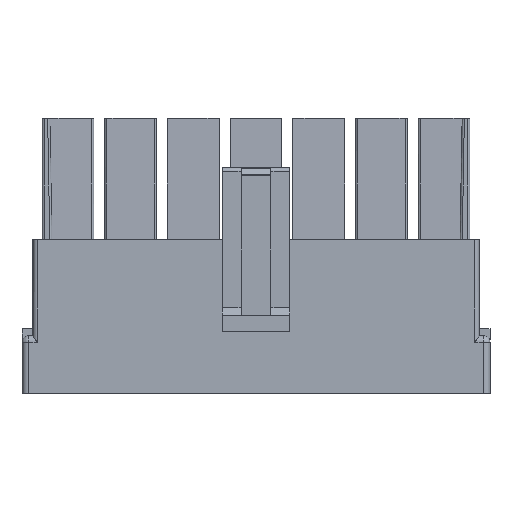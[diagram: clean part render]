
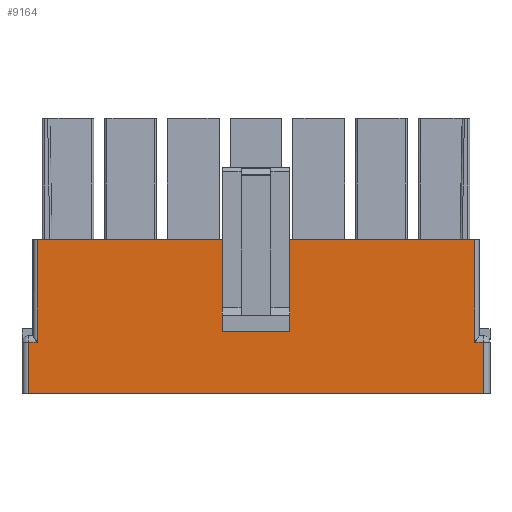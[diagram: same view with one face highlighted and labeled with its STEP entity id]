
A CAD part, top view. The second image highlights one B-rep face of the part: STEP entity #9164.
In plain terms, the highlighted planar face has unit normal (0, 0, 1).
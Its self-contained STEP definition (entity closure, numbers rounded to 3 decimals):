
#2091=ORIENTED_EDGE('',*,*,#3897,.F.);
#2092=ORIENTED_EDGE('',*,*,#3910,.F.);
#2093=ORIENTED_EDGE('',*,*,#3895,.T.);
#2094=ORIENTED_EDGE('',*,*,#3875,.T.);
#2095=ORIENTED_EDGE('',*,*,#3911,.T.);
#2096=ORIENTED_EDGE('',*,*,#3912,.T.);
#2097=ORIENTED_EDGE('',*,*,#3913,.T.);
#2098=ORIENTED_EDGE('',*,*,#3914,.T.);
#2099=ORIENTED_EDGE('',*,*,#3915,.F.);
#2100=ORIENTED_EDGE('',*,*,#3916,.T.);
#2101=ORIENTED_EDGE('',*,*,#3821,.F.);
#2102=ORIENTED_EDGE('',*,*,#3917,.T.);
#2103=ORIENTED_EDGE('',*,*,#3918,.T.);
#2104=ORIENTED_EDGE('',*,*,#3885,.F.);
#2105=ORIENTED_EDGE('',*,*,#3878,.F.);
#2106=ORIENTED_EDGE('',*,*,#3882,.T.);
#3821=EDGE_CURVE('',#4826,#4827,#5932,.T.);
#3875=EDGE_CURVE('',#4872,#4873,#5980,.T.);
#3878=EDGE_CURVE('',#4875,#4876,#5982,.T.);
#3882=EDGE_CURVE('',#4875,#4877,#5984,.T.);
#3885=EDGE_CURVE('',#4876,#4878,#5986,.T.);
#3895=EDGE_CURVE('',#4885,#4872,#5993,.T.);
#3897=EDGE_CURVE('',#4886,#4873,#5994,.T.);
#3910=EDGE_CURVE('',#4885,#4886,#6005,.T.);
#3911=EDGE_CURVE('',#4896,#4897,#6006,.T.);
#3912=EDGE_CURVE('',#4897,#4898,#6007,.T.);
#3913=EDGE_CURVE('',#4898,#4899,#6008,.T.);
#3914=EDGE_CURVE('',#4899,#4900,#6009,.F.);
#3915=EDGE_CURVE('',#4901,#4900,#6010,.T.);
#3916=EDGE_CURVE('',#4901,#4827,#6011,.F.);
#3917=EDGE_CURVE('',#4826,#4896,#6012,.F.);
#3918=EDGE_CURVE('',#4877,#4878,#6013,.T.);
#4826=VERTEX_POINT('',#14251);
#4827=VERTEX_POINT('',#14253);
#4872=VERTEX_POINT('',#14354);
#4873=VERTEX_POINT('',#14358);
#4875=VERTEX_POINT('',#14364);
#4876=VERTEX_POINT('',#14366);
#4877=VERTEX_POINT('',#14371);
#4878=VERTEX_POINT('',#14376);
#4885=VERTEX_POINT('',#14394);
#4886=VERTEX_POINT('',#14399);
#4896=VERTEX_POINT('',#14428);
#4897=VERTEX_POINT('',#14429);
#4898=VERTEX_POINT('',#14431);
#4899=VERTEX_POINT('',#14433);
#4900=VERTEX_POINT('',#14435);
#4901=VERTEX_POINT('',#14437);
#5932=LINE('',#14252,#7119);
#5980=LINE('',#14359,#7167);
#5982=LINE('',#14365,#7169);
#5984=LINE('',#14372,#7171);
#5986=LINE('',#14377,#7173);
#5993=LINE('',#14396,#7180);
#5994=LINE('',#14400,#7181);
#6005=LINE('',#14426,#7192);
#6006=LINE('',#14427,#7193);
#6007=LINE('',#14430,#7194);
#6008=LINE('',#14432,#7195);
#6009=LINE('',#14434,#7196);
#6010=LINE('',#14436,#7197);
#6011=LINE('',#14438,#7198);
#6012=LINE('',#14439,#7199);
#6013=LINE('',#14440,#7200);
#7119=VECTOR('',#11587,1000.);
#7167=VECTOR('',#11659,1000.);
#7169=VECTOR('',#11665,1000.);
#7171=VECTOR('',#11673,1000.);
#7173=VECTOR('',#11679,1000.);
#7180=VECTOR('',#11696,1000.);
#7181=VECTOR('',#11701,1000.);
#7192=VECTOR('',#11724,1000.);
#7193=VECTOR('',#11725,1000.);
#7194=VECTOR('',#11726,1000.);
#7195=VECTOR('',#11727,1000.);
#7196=VECTOR('',#11728,1000.);
#7197=VECTOR('',#11729,1000.);
#7198=VECTOR('',#11730,1000.);
#7199=VECTOR('',#11731,1000.);
#7200=VECTOR('',#11732,1000.);
#7769=EDGE_LOOP('',(#2091,#2092,#2093,#2094));
#7770=EDGE_LOOP('',(#2095,#2096,#2097,#2098,#2099,#2100,#2101,#2102));
#7771=EDGE_LOOP('',(#2103,#2104,#2105,#2106));
#8269=FACE_BOUND('',#7769,.T.);
#8270=FACE_BOUND('',#7770,.T.);
#8271=FACE_BOUND('',#7771,.T.);
#8730=PLANE('',#9733);
#9164=ADVANCED_FACE('',(#8269,#8270,#8271),#8730,.T.);
#9733=AXIS2_PLACEMENT_3D('',#14425,#11722,#11723);
#11587=DIRECTION('',(-1.,0.,0.));
#11659=DIRECTION('',(0.,1.,0.));
#11665=DIRECTION('',(0.,1.,0.));
#11673=DIRECTION('',(-1.,0.,0.));
#11679=DIRECTION('',(-1.,0.,0.));
#11696=DIRECTION('',(-1.,0.,0.));
#11701=DIRECTION('',(-1.,0.,0.));
#11722=DIRECTION('',(0.,0.,1.));
#11723=DIRECTION('',(1.,0.,0.));
#11724=DIRECTION('',(0.,1.,0.));
#11725=DIRECTION('',(-1.,0.,0.));
#11726=DIRECTION('',(0.,1.,0.));
#11727=DIRECTION('',(-1.,0.,0.));
#11728=DIRECTION('',(0.,1.,0.));
#11729=DIRECTION('',(1.,0.,0.));
#11730=DIRECTION('',(0.,1.,0.));
#11731=DIRECTION('',(0.,-1.,0.));
#11732=DIRECTION('',(0.,1.,0.));
#14251=CARTESIAN_POINT('',(20.675,-14.,3.4));
#14252=CARTESIAN_POINT('',(20.275,-14.,3.4));
#14253=CARTESIAN_POINT('',(-20.675,-14.,3.4));
#14354=CARTESIAN_POINT('',(1.425,-3.25,3.4));
#14358=CARTESIAN_POINT('',(1.425,-0.75,3.4));
#14359=CARTESIAN_POINT('',(1.425,-44.981,3.4));
#14364=CARTESIAN_POINT('',(-1.425,-3.25,3.4));
#14365=CARTESIAN_POINT('',(-1.425,-44.981,3.4));
#14366=CARTESIAN_POINT('',(-1.425,-0.75,3.4));
#14371=CARTESIAN_POINT('',(-2.4,-3.25,3.4));
#14372=CARTESIAN_POINT('',(3.075,-3.25,3.4));
#14376=CARTESIAN_POINT('',(-2.4,-0.75,3.4));
#14377=CARTESIAN_POINT('',(3.075,-0.75,3.4));
#14394=CARTESIAN_POINT('',(2.4,-3.25,3.4));
#14396=CARTESIAN_POINT('',(3.075,-3.25,3.4));
#14399=CARTESIAN_POINT('',(2.4,-0.75,3.4));
#14400=CARTESIAN_POINT('',(3.075,-0.75,3.4));
#14425=CARTESIAN_POINT('',(20.275,-14.,3.4));
#14426=CARTESIAN_POINT('',(2.4,-44.981,3.4));
#14427=CARTESIAN_POINT('',(21.275,-9.35,3.4));
#14428=CARTESIAN_POINT('',(20.675,-9.35,3.4));
#14429=CARTESIAN_POINT('',(19.875,-9.35,3.4));
#14430=CARTESIAN_POINT('',(19.875,0.,3.4));
#14431=CARTESIAN_POINT('',(19.875,0.,3.4));
#14432=CARTESIAN_POINT('',(20.275,0.,3.4));
#14433=CARTESIAN_POINT('',(-19.875,0.,3.4));
#14434=CARTESIAN_POINT('',(-19.875,-14.,3.4));
#14435=CARTESIAN_POINT('',(-19.875,-9.35,3.4));
#14436=CARTESIAN_POINT('',(-21.275,-9.35,3.4));
#14437=CARTESIAN_POINT('',(-20.675,-9.35,3.4));
#14438=CARTESIAN_POINT('',(-20.675,-14.,3.4));
#14439=CARTESIAN_POINT('',(20.675,-14.,3.4));
#14440=CARTESIAN_POINT('',(-2.4,-44.981,3.4));
